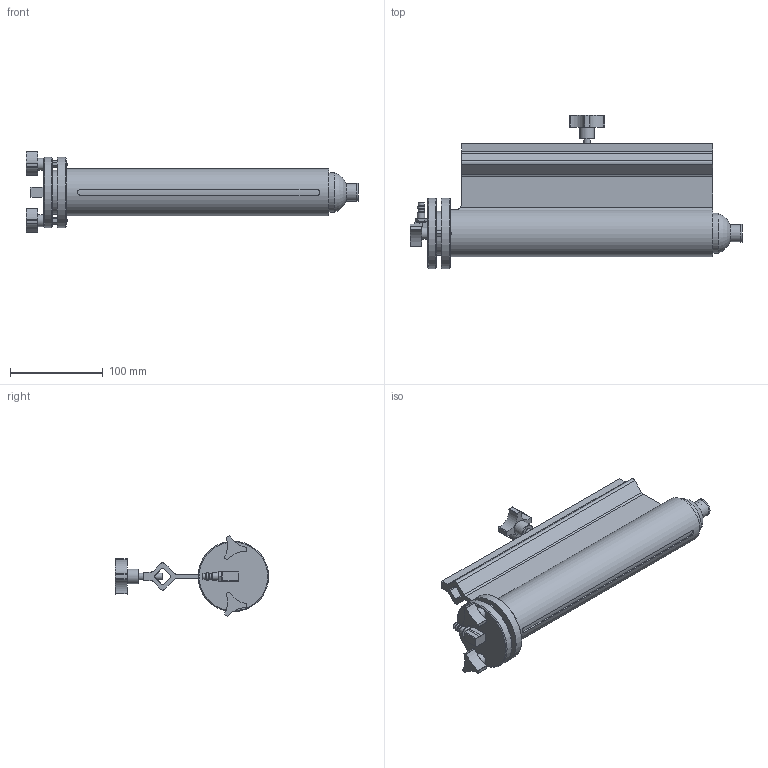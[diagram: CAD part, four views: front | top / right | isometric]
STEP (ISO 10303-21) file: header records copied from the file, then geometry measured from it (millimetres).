
FILE_DESCRIPTION (( 'STEP AP203' ), '1' );
FILE_NAME ('T14085.STEP', '2019-07-02T16:00:01', ( '' ), ( '' ), 'SwSTEP 2.0', 'SolidWorks 2017', '' );
FILE_SCHEMA (( 'CONFIG_CONTROL_DESIGN' ));
Length unit declared in the file: inch
Products named in the file (1): T14085
Bounding box: 358.65 x 165.42 x 87.25 mm (x, y, z)
Volume: 871295.4 mm3; surface area: 139027 mm2
Topology: 1 solids, 1 shells, 178 faces, 450 edges, 292 vertices
Faces by surface type: cylinder 80, plane 67, cone 27, torus 4
Full cylindrical faces by diameter (mm): 4.636 x1, 6.414 x2, 7.055 x2, 7.874 x2, 12.7 x2, 15.875 x1, 16.51 x1, 18.542 x1, 19.304 x1, 42.863 x1, 47.562 x1, 47.752 x1, 76.2 x2
Entity records: 5480 total; most frequent: CARTESIAN_POINT 1246, DIRECTION 893, ORIENTED_EDGE 810, EDGE_CURVE 405, AXIS2_PLACEMENT_3D 357, VERTEX_POINT 280, EDGE_LOOP 235, FACE_OUTER_BOUND 200
